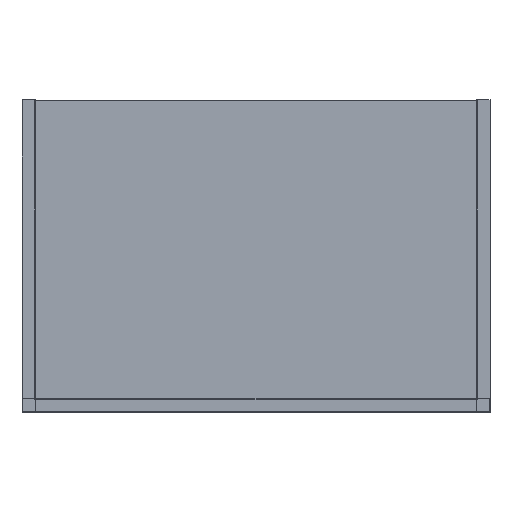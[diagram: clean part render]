
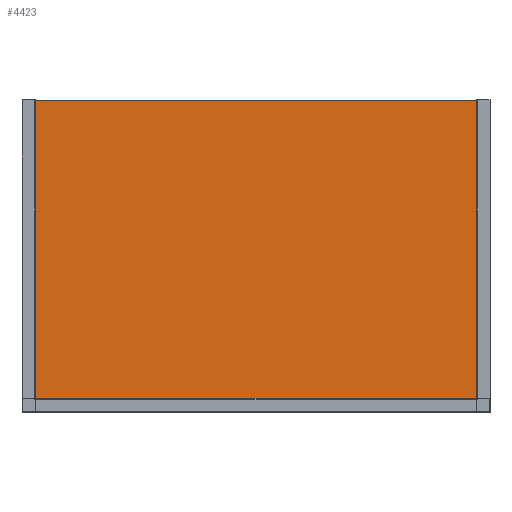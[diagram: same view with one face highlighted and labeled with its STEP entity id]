
A CAD part, top view. The second image highlights one B-rep face of the part: STEP entity #4423.
In plain terms, the highlighted planar face has unit normal (0, 0, 1).
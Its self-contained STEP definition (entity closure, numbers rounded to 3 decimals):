
#1059 = PLANE('',#1060);
#1060 = AXIS2_PLACEMENT_3D('',#1061,#1062,#1063);
#1061 = CARTESIAN_POINT('',(-217.862,150.,101.929));
#1062 = DIRECTION('',(0.,-1.,0.));
#1063 = DIRECTION('',(0.,0.,1.));
#1164 = PLANE('',#1165);
#1165 = AXIS2_PLACEMENT_3D('',#1166,#1167,#1168);
#1166 = CARTESIAN_POINT('',(-224.98,150.,0.));
#1167 = DIRECTION('',(0.,1.,0.));
#1168 = DIRECTION('',(1.,0.,0.));
#1192 = PLANE('',#1193);
#1193 = AXIS2_PLACEMENT_3D('',#1194,#1195,#1196);
#1194 = CARTESIAN_POINT('',(-224.98,-149.979,0.));
#1195 = DIRECTION('',(-1.,0.,0.));
#1196 = DIRECTION('',(0.,1.,0.));
#1266 = PLANE('',#1267);
#1267 = AXIS2_PLACEMENT_3D('',#1268,#1269,#1270);
#1268 = CARTESIAN_POINT('',(217.862,150.,101.929));
#1269 = DIRECTION('',(0.,1.,0.));
#1270 = DIRECTION('',(0.,0.,1.));
#1292 = PLANE('',#1293);
#1293 = AXIS2_PLACEMENT_3D('',#1294,#1295,#1296);
#1294 = CARTESIAN_POINT('',(224.973,150.,0.));
#1295 = DIRECTION('',(1.,0.,0.));
#1296 = DIRECTION('',(0.,-1.,0.));
#2176 = VERTEX_POINT('',#2177);
#2177 = CARTESIAN_POINT('',(-224.98,150.,2.));
#2198 = EDGE_CURVE('',#2176,#2199,#2201,.T.);
#2199 = VERTEX_POINT('',#2200);
#2200 = CARTESIAN_POINT('',(-215.044,150.,2.));
#2201 = SURFACE_CURVE('',#2202,(#2206,#2213),.PCURVE_S1.);
#2202 = LINE('',#2203,#2204);
#2203 = CARTESIAN_POINT('',(-108.933,150.,2.));
#2204 = VECTOR('',#2205,1.);
#2205 = DIRECTION('',(1.,0.,0.));
#2206 = PCURVE('',#1059,#2207);
#2207 = DEFINITIONAL_REPRESENTATION('',(#2208),#2212);
#2208 = LINE('',#2209,#2210);
#2209 = CARTESIAN_POINT('',(-99.929,-108.929));
#2210 = VECTOR('',#2211,1.);
#2211 = DIRECTION('',(0.,-1.));
#2212 = ( GEOMETRIC_REPRESENTATION_CONTEXT(2) 
PARAMETRIC_REPRESENTATION_CONTEXT() REPRESENTATION_CONTEXT('2D SPACE',''
  ) );
#2213 = PCURVE('',#2214,#2219);
#2214 = PLANE('',#2215);
#2215 = AXIS2_PLACEMENT_3D('',#2216,#2217,#2218);
#2216 = CARTESIAN_POINT('',(-0.004,0.011,2.));
#2217 = DIRECTION('',(0.,0.,1.));
#2218 = DIRECTION('',(1.,0.,0.));
#2219 = DEFINITIONAL_REPRESENTATION('',(#2220),#2224);
#2220 = LINE('',#2221,#2222);
#2221 = CARTESIAN_POINT('',(-108.929,149.989));
#2222 = VECTOR('',#2223,1.);
#2223 = DIRECTION('',(1.,0.));
#2224 = ( GEOMETRIC_REPRESENTATION_CONTEXT(2) 
PARAMETRIC_REPRESENTATION_CONTEXT() REPRESENTATION_CONTEXT('2D SPACE',''
  ) );
#2242 = PLANE('',#2243);
#2243 = AXIS2_PLACEMENT_3D('',#2244,#2245,#2246);
#2244 = CARTESIAN_POINT('',(-215.044,-150.,-0.013));
#2245 = DIRECTION('',(1.,0.,0.));
#2246 = DIRECTION('',(0.,0.,1.));
#2504 = VERTEX_POINT('',#2505);
#2505 = CARTESIAN_POINT('',(-224.98,150.,2.));
#2526 = EDGE_CURVE('',#2504,#2527,#2529,.T.);
#2527 = VERTEX_POINT('',#2528);
#2528 = CARTESIAN_POINT('',(224.973,150.,2.));
#2529 = SURFACE_CURVE('',#2530,(#2534,#2541),.PCURVE_S1.);
#2530 = LINE('',#2531,#2532);
#2531 = CARTESIAN_POINT('',(-224.98,150.,2.));
#2532 = VECTOR('',#2533,1.);
#2533 = DIRECTION('',(1.,0.,0.));
#2534 = PCURVE('',#1164,#2535);
#2535 = DEFINITIONAL_REPRESENTATION('',(#2536),#2540);
#2536 = LINE('',#2537,#2538);
#2537 = CARTESIAN_POINT('',(0.,-2.));
#2538 = VECTOR('',#2539,1.);
#2539 = DIRECTION('',(1.,0.));
#2540 = ( GEOMETRIC_REPRESENTATION_CONTEXT(2) 
PARAMETRIC_REPRESENTATION_CONTEXT() REPRESENTATION_CONTEXT('2D SPACE',''
  ) );
#2541 = PCURVE('',#2214,#2542);
#2542 = DEFINITIONAL_REPRESENTATION('',(#2543),#2547);
#2543 = LINE('',#2544,#2545);
#2544 = CARTESIAN_POINT('',(-224.976,149.989));
#2545 = VECTOR('',#2546,1.);
#2546 = DIRECTION('',(1.,0.));
#2547 = ( GEOMETRIC_REPRESENTATION_CONTEXT(2) 
PARAMETRIC_REPRESENTATION_CONTEXT() REPRESENTATION_CONTEXT('2D SPACE',''
  ) );
#2576 = EDGE_CURVE('',#2527,#2577,#2579,.T.);
#2577 = VERTEX_POINT('',#2578);
#2578 = CARTESIAN_POINT('',(224.973,150.,2.));
#2579 = SURFACE_CURVE('',#2580,(#2584,#2591),.PCURVE_S1.);
#2580 = LINE('',#2581,#2582);
#2581 = CARTESIAN_POINT('',(224.973,150.,2.));
#2582 = VECTOR('',#2583,1.);
#2583 = DIRECTION('',(0.,-1.,0.));
#2584 = PCURVE('',#1292,#2585);
#2585 = DEFINITIONAL_REPRESENTATION('',(#2586),#2590);
#2586 = LINE('',#2587,#2588);
#2587 = CARTESIAN_POINT('',(0.,-2.));
#2588 = VECTOR('',#2589,1.);
#2589 = DIRECTION('',(1.,0.));
#2590 = ( GEOMETRIC_REPRESENTATION_CONTEXT(2) 
PARAMETRIC_REPRESENTATION_CONTEXT() REPRESENTATION_CONTEXT('2D SPACE',''
  ) );
#2591 = PCURVE('',#2214,#2592);
#2592 = DEFINITIONAL_REPRESENTATION('',(#2593),#2597);
#2593 = LINE('',#2594,#2595);
#2594 = CARTESIAN_POINT('',(224.976,149.989));
#2595 = VECTOR('',#2596,1.);
#2596 = DIRECTION('',(0.,-1.));
#2597 = ( GEOMETRIC_REPRESENTATION_CONTEXT(2) 
PARAMETRIC_REPRESENTATION_CONTEXT() REPRESENTATION_CONTEXT('2D SPACE',''
  ) );
#2650 = EDGE_CURVE('',#2577,#2651,#2653,.T.);
#2651 = VERTEX_POINT('',#2652);
#2652 = CARTESIAN_POINT('',(215.044,150.,2.));
#2653 = SURFACE_CURVE('',#2654,(#2658,#2665),.PCURVE_S1.);
#2654 = LINE('',#2655,#2656);
#2655 = CARTESIAN_POINT('',(108.929,150.,2.));
#2656 = VECTOR('',#2657,1.);
#2657 = DIRECTION('',(-1.,0.,0.));
#2658 = PCURVE('',#1266,#2659);
#2659 = DEFINITIONAL_REPRESENTATION('',(#2660),#2664);
#2660 = LINE('',#2661,#2662);
#2661 = CARTESIAN_POINT('',(-99.929,-108.933));
#2662 = VECTOR('',#2663,1.);
#2663 = DIRECTION('',(0.,-1.));
#2664 = ( GEOMETRIC_REPRESENTATION_CONTEXT(2) 
PARAMETRIC_REPRESENTATION_CONTEXT() REPRESENTATION_CONTEXT('2D SPACE',''
  ) );
#2665 = PCURVE('',#2214,#2666);
#2666 = DEFINITIONAL_REPRESENTATION('',(#2667),#2671);
#2667 = LINE('',#2668,#2669);
#2668 = CARTESIAN_POINT('',(108.933,149.989));
#2669 = VECTOR('',#2670,1.);
#2670 = DIRECTION('',(-1.,0.));
#2671 = ( GEOMETRIC_REPRESENTATION_CONTEXT(2) 
PARAMETRIC_REPRESENTATION_CONTEXT() REPRESENTATION_CONTEXT('2D SPACE',''
  ) );
#2689 = PLANE('',#2690);
#2690 = AXIS2_PLACEMENT_3D('',#2691,#2692,#2693);
#2691 = CARTESIAN_POINT('',(215.044,150.,-0.013));
#2692 = DIRECTION('',(-1.,0.,0.));
#2693 = DIRECTION('',(0.,0.,1.));
#2979 = EDGE_CURVE('',#2176,#2504,#2980,.T.);
#2980 = SURFACE_CURVE('',#2981,(#2985,#2992),.PCURVE_S1.);
#2981 = LINE('',#2982,#2983);
#2982 = CARTESIAN_POINT('',(-224.98,-149.979,2.));
#2983 = VECTOR('',#2984,1.);
#2984 = DIRECTION('',(0.,1.,0.));
#2985 = PCURVE('',#1192,#2986);
#2986 = DEFINITIONAL_REPRESENTATION('',(#2987),#2991);
#2987 = LINE('',#2988,#2989);
#2988 = CARTESIAN_POINT('',(0.,-2.));
#2989 = VECTOR('',#2990,1.);
#2990 = DIRECTION('',(1.,0.));
#2991 = ( GEOMETRIC_REPRESENTATION_CONTEXT(2) 
PARAMETRIC_REPRESENTATION_CONTEXT() REPRESENTATION_CONTEXT('2D SPACE',''
  ) );
#2992 = PCURVE('',#2214,#2993);
#2993 = DEFINITIONAL_REPRESENTATION('',(#2994),#2998);
#2994 = LINE('',#2995,#2996);
#2995 = CARTESIAN_POINT('',(-224.976,-149.989));
#2996 = VECTOR('',#2997,1.);
#2997 = DIRECTION('',(0.,1.));
#2998 = ( GEOMETRIC_REPRESENTATION_CONTEXT(2) 
PARAMETRIC_REPRESENTATION_CONTEXT() REPRESENTATION_CONTEXT('2D SPACE',''
  ) );
#4376 = VERTEX_POINT('',#4377);
#4377 = CARTESIAN_POINT('',(-215.044,-140.044,2.));
#4390 = PLANE('',#4391);
#4391 = AXIS2_PLACEMENT_3D('',#4392,#4393,#4394);
#4392 = CARTESIAN_POINT('',(-225.,-140.044,-0.013));
#4393 = DIRECTION('',(0.,-1.,0.));
#4394 = DIRECTION('',(0.,0.,1.));
#4401 = EDGE_CURVE('',#4376,#2199,#4402,.T.);
#4402 = SURFACE_CURVE('',#4403,(#4407,#4414),.PCURVE_S1.);
#4403 = LINE('',#4404,#4405);
#4404 = CARTESIAN_POINT('',(-215.044,-74.995,2.));
#4405 = VECTOR('',#4406,1.);
#4406 = DIRECTION('',(0.,1.,0.));
#4407 = PCURVE('',#2242,#4408);
#4408 = DEFINITIONAL_REPRESENTATION('',(#4409),#4413);
#4409 = LINE('',#4410,#4411);
#4410 = CARTESIAN_POINT('',(2.013,-75.005));
#4411 = VECTOR('',#4412,1.);
#4412 = DIRECTION('',(0.,-1.));
#4413 = ( GEOMETRIC_REPRESENTATION_CONTEXT(2) 
PARAMETRIC_REPRESENTATION_CONTEXT() REPRESENTATION_CONTEXT('2D SPACE',''
  ) );
#4414 = PCURVE('',#2214,#4415);
#4415 = DEFINITIONAL_REPRESENTATION('',(#4416),#4420);
#4416 = LINE('',#4417,#4418);
#4417 = CARTESIAN_POINT('',(-215.04,-75.005));
#4418 = VECTOR('',#4419,1.);
#4419 = DIRECTION('',(0.,1.));
#4420 = ( GEOMETRIC_REPRESENTATION_CONTEXT(2) 
PARAMETRIC_REPRESENTATION_CONTEXT() REPRESENTATION_CONTEXT('2D SPACE',''
  ) );
#4423 = ADVANCED_FACE('',(#4424),#2214,.T.);
#4424 = FACE_BOUND('',#4425,.T.);
#4425 = EDGE_LOOP('',(#4426,#4427,#4428,#4429,#4430,#4451,#4472,#4473));
#4426 = ORIENTED_EDGE('',*,*,#2526,.F.);
#4427 = ORIENTED_EDGE('',*,*,#2979,.F.);
#4428 = ORIENTED_EDGE('',*,*,#2198,.T.);
#4429 = ORIENTED_EDGE('',*,*,#4401,.F.);
#4430 = ORIENTED_EDGE('',*,*,#4431,.F.);
#4431 = EDGE_CURVE('',#4432,#4376,#4434,.T.);
#4432 = VERTEX_POINT('',#4433);
#4433 = CARTESIAN_POINT('',(215.044,-140.044,2.));
#4434 = SURFACE_CURVE('',#4435,(#4439,#4445),.PCURVE_S1.);
#4435 = LINE('',#4436,#4437);
#4436 = CARTESIAN_POINT('',(-112.502,-140.044,2.));
#4437 = VECTOR('',#4438,1.);
#4438 = DIRECTION('',(-1.,0.,0.));
#4439 = PCURVE('',#2214,#4440);
#4440 = DEFINITIONAL_REPRESENTATION('',(#4441),#4444);
#4441 = B_SPLINE_CURVE_WITH_KNOTS('',1,(#4442,#4443),.UNSPECIFIED.,.F.,
  .F.,(2,2),(-337.474,112.478),.PIECEWISE_BEZIER_KNOTS.);
#4442 = CARTESIAN_POINT('',(224.976,-140.055));
#4443 = CARTESIAN_POINT('',(-224.976,-140.055));
#4444 = ( GEOMETRIC_REPRESENTATION_CONTEXT(2) 
PARAMETRIC_REPRESENTATION_CONTEXT() REPRESENTATION_CONTEXT('2D SPACE',''
  ) );
#4445 = PCURVE('',#4390,#4446);
#4446 = DEFINITIONAL_REPRESENTATION('',(#4447),#4450);
#4447 = B_SPLINE_CURVE_WITH_KNOTS('',1,(#4448,#4449),.UNSPECIFIED.,.F.,
  .F.,(2,2),(-337.474,112.478),.PIECEWISE_BEZIER_KNOTS.);
#4448 = CARTESIAN_POINT('',(2.013,-449.973));
#4449 = CARTESIAN_POINT('',(2.013,-0.02));
#4450 = ( GEOMETRIC_REPRESENTATION_CONTEXT(2) 
PARAMETRIC_REPRESENTATION_CONTEXT() REPRESENTATION_CONTEXT('2D SPACE',''
  ) );
#4451 = ORIENTED_EDGE('',*,*,#4452,.F.);
#4452 = EDGE_CURVE('',#2651,#4432,#4453,.T.);
#4453 = SURFACE_CURVE('',#4454,(#4458,#4465),.PCURVE_S1.);
#4454 = LINE('',#4455,#4456);
#4455 = CARTESIAN_POINT('',(215.044,75.005,2.));
#4456 = VECTOR('',#4457,1.);
#4457 = DIRECTION('',(0.,-1.,0.));
#4458 = PCURVE('',#2214,#4459);
#4459 = DEFINITIONAL_REPRESENTATION('',(#4460),#4464);
#4460 = LINE('',#4461,#4462);
#4461 = CARTESIAN_POINT('',(215.048,74.995));
#4462 = VECTOR('',#4463,1.);
#4463 = DIRECTION('',(0.,-1.));
#4464 = ( GEOMETRIC_REPRESENTATION_CONTEXT(2) 
PARAMETRIC_REPRESENTATION_CONTEXT() REPRESENTATION_CONTEXT('2D SPACE',''
  ) );
#4465 = PCURVE('',#2689,#4466);
#4466 = DEFINITIONAL_REPRESENTATION('',(#4467),#4471);
#4467 = LINE('',#4468,#4469);
#4468 = CARTESIAN_POINT('',(2.013,-74.995));
#4469 = VECTOR('',#4470,1.);
#4470 = DIRECTION('',(0.,-1.));
#4471 = ( GEOMETRIC_REPRESENTATION_CONTEXT(2) 
PARAMETRIC_REPRESENTATION_CONTEXT() REPRESENTATION_CONTEXT('2D SPACE',''
  ) );
#4472 = ORIENTED_EDGE('',*,*,#2650,.F.);
#4473 = ORIENTED_EDGE('',*,*,#2576,.F.);
